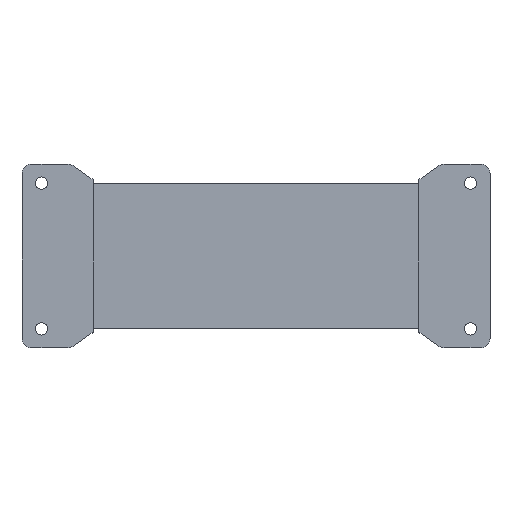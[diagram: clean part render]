
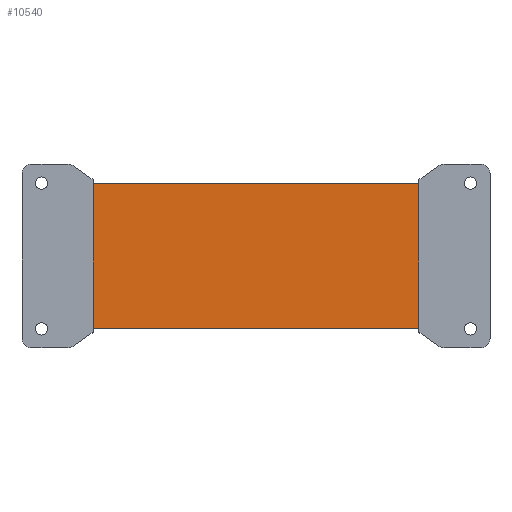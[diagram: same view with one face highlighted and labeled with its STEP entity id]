
A CAD part, top view. The second image highlights one B-rep face of the part: STEP entity #10540.
In plain terms, the highlighted planar face has unit normal (0, 0, 1).
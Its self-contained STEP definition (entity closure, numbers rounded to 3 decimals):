
#4740=CARTESIAN_POINT('',(100.1,0.,3.4));
#4750=VERTEX_POINT('',#4740);
#4800=CARTESIAN_POINT('',(0.1,0.,3.4));
#4810=DIRECTION('',(1.,0.,0.));
#4820=VECTOR('',#4810,1.);
#4830=LINE('',#4800,#4820);
#4840=CARTESIAN_POINT('',(0.1,0.,3.4));
#4850=VERTEX_POINT('',#4840);
#4860=EDGE_CURVE('',#4850,#4750,#4830,.T.);
#10240=CARTESIAN_POINT('',(50.1,-22.15,3.4));
#10250=DIRECTION('',(0.,0.,1.));
#10260=DIRECTION('',(1.,0.,0.));
#10270=AXIS2_PLACEMENT_3D('',#10240,#10250,#10260);
#10280=PLANE('',#10270);
#10290=ORIENTED_EDGE('',*,*,#4860,.F.);
#10300=CARTESIAN_POINT('',(100.1,0.,3.4));
#10310=DIRECTION('',(0.,-1.,0.));
#10320=VECTOR('',#10310,1.);
#10330=LINE('',#10300,#10320);
#10340=CARTESIAN_POINT('',(100.1,-44.3,3.4));
#10350=VERTEX_POINT('',#10340);
#10360=EDGE_CURVE('',#4750,#10350,#10330,.T.);
#10370=ORIENTED_EDGE('',*,*,#10360,.F.);
#10380=CARTESIAN_POINT('',(100.1,-44.3,3.4));
#10390=DIRECTION('',(-1.,0.,0.));
#10400=VECTOR('',#10390,1.);
#10410=LINE('',#10380,#10400);
#10420=CARTESIAN_POINT('',(0.1,-44.3,3.4));
#10430=VERTEX_POINT('',#10420);
#10440=EDGE_CURVE('',#10350,#10430,#10410,.T.);
#10450=ORIENTED_EDGE('',*,*,#10440,.F.);
#10460=CARTESIAN_POINT('',(0.1,-44.3,3.4));
#10470=DIRECTION('',(0.,1.,0.));
#10480=VECTOR('',#10470,1.);
#10490=LINE('',#10460,#10480);
#10500=EDGE_CURVE('',#10430,#4850,#10490,.T.);
#10510=ORIENTED_EDGE('',*,*,#10500,.F.);
#10520=EDGE_LOOP('',(#10510,#10450,#10370,#10290));
#10530=FACE_OUTER_BOUND('',#10520,.T.);
#10540=ADVANCED_FACE('',(#10530),#10280,.T.);
